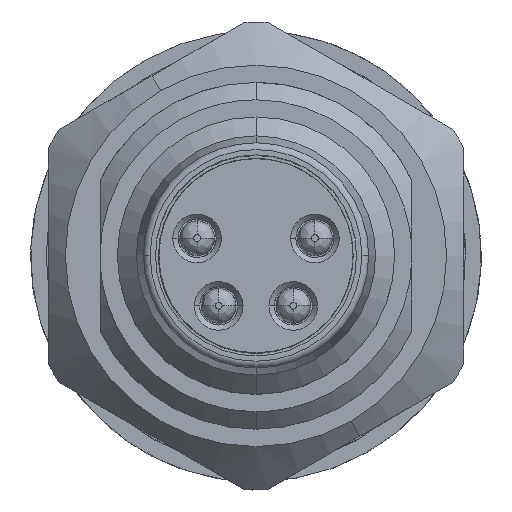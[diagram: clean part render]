
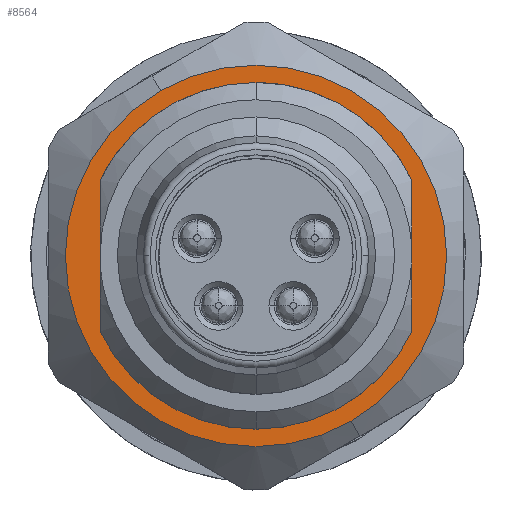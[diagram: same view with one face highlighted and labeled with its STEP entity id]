
A CAD part, top view. The second image highlights one B-rep face of the part: STEP entity #8564.
In plain terms, the highlighted planar face has unit normal (0, 0, 1).
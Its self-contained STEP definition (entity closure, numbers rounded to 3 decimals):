
#7730=AXIS2_PLACEMENT_3D('Circle Axis2P3D',#7728,#7729,$) ;
#7755=AXIS2_PLACEMENT_3D('Circle Axis2P3D',#7753,#7754,$) ;
#8155=AXIS2_PLACEMENT_3D('Circle Axis2P3D',#8153,#8154,$) ;
#8230=AXIS2_PLACEMENT_3D('Circle Axis2P3D',#8228,#8229,$) ;
#8550=AXIS2_PLACEMENT_3D('Plane Axis2P3D',#8547,#8548,#8549) ;
#7688=CARTESIAN_POINT('Line Origine',(11.,6.742,16.15)) ;
#7692=CARTESIAN_POINT('Vertex',(11.,4.563,16.15)) ;
#7694=CARTESIAN_POINT('Vertex',(11.,8.922,16.15)) ;
#7725=CARTESIAN_POINT('Vertex',(6.5,1.742,16.15)) ;
#7728=CARTESIAN_POINT('Axis2P3D Location',(6.5,6.742,16.15)) ;
#7750=CARTESIAN_POINT('Vertex',(2.,4.563,16.15)) ;
#7753=CARTESIAN_POINT('Axis2P3D Location',(6.5,6.742,16.15)) ;
#7789=CARTESIAN_POINT('Line Origine',(2.,6.742,16.15)) ;
#7793=CARTESIAN_POINT('Vertex',(2.,8.922,16.15)) ;
#7819=CARTESIAN_POINT('Vertex',(6.5,11.742,16.15)) ;
#7823=CARTESIAN_POINT('Control Point',(11.,8.922,16.15)) ;
#7824=CARTESIAN_POINT('Control Point',(10.39,10.182,16.15)) ;
#7825=CARTESIAN_POINT('Control Point',(9.305,11.217,16.15)) ;
#7826=CARTESIAN_POINT('Control Point',(7.9,11.742,16.15)) ;
#7827=CARTESIAN_POINT('Control Point',(6.5,11.742,16.15)) ;
#7843=CARTESIAN_POINT('Control Point',(6.5,11.742,16.15)) ;
#7844=CARTESIAN_POINT('Control Point',(5.1,11.742,16.15)) ;
#7845=CARTESIAN_POINT('Control Point',(3.695,11.217,16.15)) ;
#7846=CARTESIAN_POINT('Control Point',(2.61,10.182,16.15)) ;
#7847=CARTESIAN_POINT('Control Point',(2.,8.922,16.15)) ;
#8150=CARTESIAN_POINT('Vertex',(9.25,1.979,16.15)) ;
#8153=CARTESIAN_POINT('Axis2P3D Location',(6.5,6.742,16.15)) ;
#8157=CARTESIAN_POINT('Vertex',(3.75,11.505,16.15)) ;
#8228=CARTESIAN_POINT('Axis2P3D Location',(6.5,6.742,16.15)) ;
#8547=CARTESIAN_POINT('Axis2P3D Location',(6.5,6.742,16.15)) ;
#7689=DIRECTION('Vector Direction',(0.,1.,0.)) ;
#7729=DIRECTION('Axis2P3D Direction',(0.,0.,1.)) ;
#7754=DIRECTION('Axis2P3D Direction',(0.,0.,1.)) ;
#7790=DIRECTION('Vector Direction',(0.,-1.,0.)) ;
#8154=DIRECTION('Axis2P3D Direction',(0.,0.,-1.)) ;
#8229=DIRECTION('Axis2P3D Direction',(0.,0.,-1.)) ;
#8548=DIRECTION('Axis2P3D Direction',(0.,0.,-1.)) ;
#8549=DIRECTION('Axis2P3D XDirection',(-0.866,-0.5,0.)) ;
#7690=VECTOR('Line Direction',#7689,1.) ;
#7791=VECTOR('Line Direction',#7790,1.) ;
#8553=ORIENTED_EDGE('',*,*,#8159,.T.) ;
#8554=ORIENTED_EDGE('',*,*,#8232,.T.) ;
#8557=ORIENTED_EDGE('',*,*,#7696,.F.) ;
#8558=ORIENTED_EDGE('',*,*,#7732,.F.) ;
#8559=ORIENTED_EDGE('',*,*,#7757,.F.) ;
#8560=ORIENTED_EDGE('',*,*,#7795,.F.) ;
#8561=ORIENTED_EDGE('',*,*,#7848,.F.) ;
#8562=ORIENTED_EDGE('',*,*,#7828,.F.) ;
#8563=FACE_BOUND('',#8556,.T.) ;
#8564=ADVANCED_FACE('V1',(#8555,#8563),#8551,.F.) ;
#7822=B_SPLINE_CURVE_WITH_KNOTS('',4,(#7823,#7824,#7825,#7826,#7827),.UNSPECIFIED.,.F.,.U.,(5,5),(-2.799,2.799),.UNSPECIFIED.) ;
#7842=B_SPLINE_CURVE_WITH_KNOTS('',4,(#7843,#7844,#7845,#7846,#7847),.UNSPECIFIED.,.F.,.U.,(5,5),(-2.799,2.799),.UNSPECIFIED.) ;
#7731=CIRCLE('generated circle',#7730,5.) ;
#7756=CIRCLE('generated circle',#7755,5.) ;
#8156=CIRCLE('generated circle',#8155,5.5) ;
#8231=CIRCLE('generated circle',#8230,5.5) ;
#7696=EDGE_CURVE('',#7693,#7695,#7691,.T.) ;
#7732=EDGE_CURVE('',#7726,#7693,#7731,.T.) ;
#7757=EDGE_CURVE('',#7751,#7726,#7756,.T.) ;
#7795=EDGE_CURVE('',#7794,#7751,#7792,.T.) ;
#7828=EDGE_CURVE('',#7695,#7820,#7822,.T.) ;
#7848=EDGE_CURVE('',#7820,#7794,#7842,.T.) ;
#8159=EDGE_CURVE('',#8158,#8151,#8156,.F.) ;
#8232=EDGE_CURVE('',#8151,#8158,#8231,.F.) ;
#8552=EDGE_LOOP('',(#8553,#8554)) ;
#8556=EDGE_LOOP('',(#8557,#8558,#8559,#8560,#8561,#8562)) ;
#8555=FACE_OUTER_BOUND('',#8552,.T.) ;
#7691=LINE('Line',#7688,#7690) ;
#7792=LINE('Line',#7789,#7791) ;
#8551=PLANE('',#8550) ;
#7693=VERTEX_POINT('',#7692) ;
#7695=VERTEX_POINT('',#7694) ;
#7726=VERTEX_POINT('',#7725) ;
#7751=VERTEX_POINT('',#7750) ;
#7794=VERTEX_POINT('',#7793) ;
#7820=VERTEX_POINT('',#7819) ;
#8151=VERTEX_POINT('',#8150) ;
#8158=VERTEX_POINT('',#8157) ;
